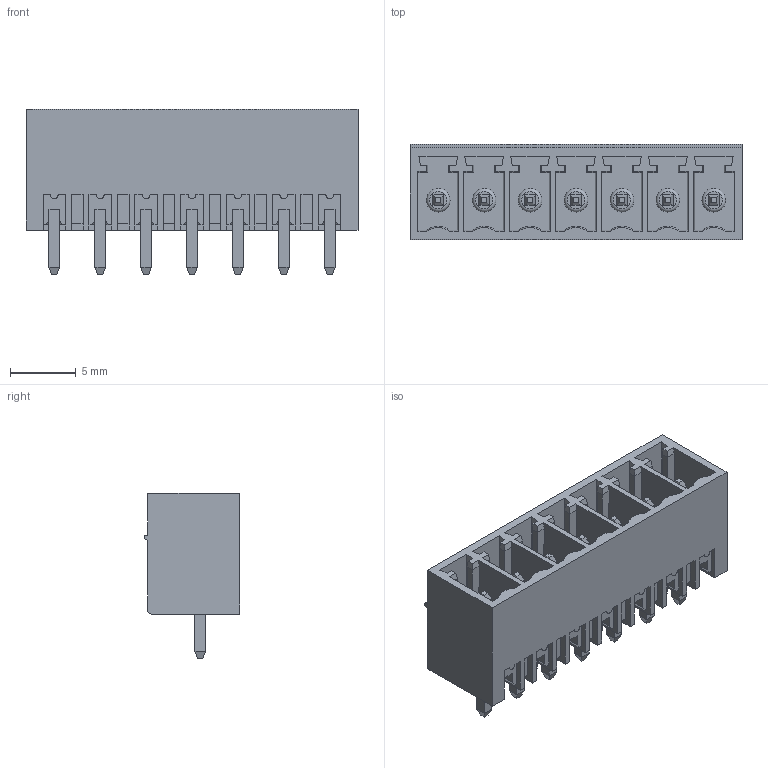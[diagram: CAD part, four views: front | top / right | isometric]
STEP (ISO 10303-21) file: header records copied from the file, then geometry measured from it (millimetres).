
FILE_DESCRIPTION(('STEP AP214'),'1');
FILE_NAME('PV07-3,5-V-P.stp','2018-11-29T10:46:26',(' '),(' '),'Spatial InterOp 3D',' ',' ');
FILE_SCHEMA(('AUTOMOTIVE_DESIGN { 1 0 10303 214 1 1 1 1 }'));
Length unit declared in the file: metre
Products named in the file (1): 1
Bounding box: 25.3 x 7.25 x 12.6 mm (x, y, z)
Volume: 862.3 mm3; surface area: 2245.2 mm2
Topology: 1 solids, 1 shells, 474 faces, 1227 edges, 776 vertices
Faces by surface type: plane 438, cylinder 22, torus 7, cone 7
Full cylindrical faces by diameter (mm): 1.8 x7
Entity records: 17731 total; most frequent: CARTESIAN_POINT 2492, ORIENTED_EDGE 2412, DIRECTION 2200, EDGE_CURVE 1206, LINE 1134, VECTOR 1134, VERTEX_POINT 769, AXIS2_PLACEMENT_3D 533
